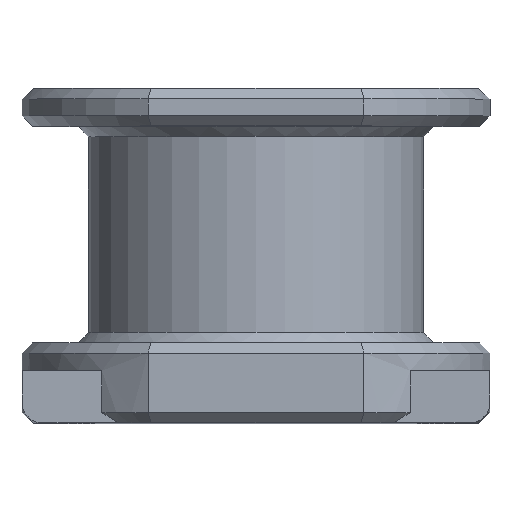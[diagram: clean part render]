
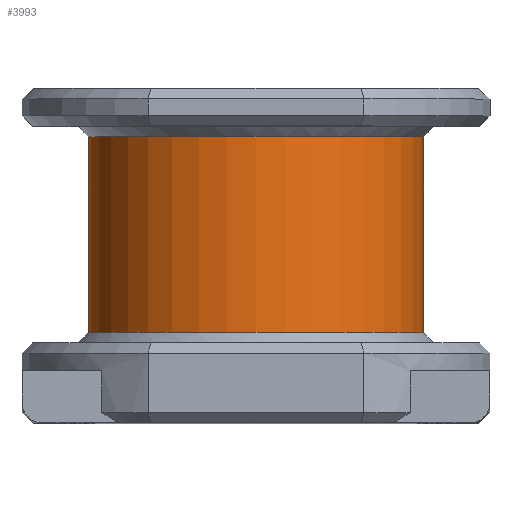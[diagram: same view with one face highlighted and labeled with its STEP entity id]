
A CAD part, top view. The second image highlights one B-rep face of the part: STEP entity #3993.
In plain terms, the highlighted cylindrical face has radius 1.602 mm (diameter 3.205 mm), a partial arc.
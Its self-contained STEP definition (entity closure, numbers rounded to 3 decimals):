
#39 = DIRECTION ( 'NONE',  ( 0., -1., 0. ) ) ;
#136 = AXIS2_PLACEMENT_3D ( 'NONE', #3376, #39, #1375 ) ;
#211 = CARTESIAN_POINT ( 'NONE',  ( 1.602, 2.74, 0. ) ) ;
#232 = CARTESIAN_POINT ( 'NONE',  ( 0., 0.868, 0. ) ) ;
#597 = FACE_OUTER_BOUND ( 'NONE', #4222, .T. ) ;
#822 = CIRCLE ( 'NONE', #2058, 1.602 ) ;
#831 = CARTESIAN_POINT ( 'NONE',  ( -1.602, 0.868, 0. ) ) ;
#900 = DIRECTION ( 'NONE',  ( 0., 1., 0. ) ) ;
#909 = CARTESIAN_POINT ( 'NONE',  ( -1.602, 3.2, 0. ) ) ;
#1140 = VECTOR ( 'NONE', #4331, 1000. ) ;
#1170 = AXIS2_PLACEMENT_3D ( 'NONE', #3655, #2667, #2984 ) ;
#1375 = DIRECTION ( 'NONE',  ( -1., 0., 0. ) ) ;
#1392 = VERTEX_POINT ( 'NONE', #2086 ) ;
#1435 = VERTEX_POINT ( 'NONE', #831 ) ;
#1572 = EDGE_CURVE ( 'NONE', #1435, #1392, #2263, .T. ) ;
#1945 = CYLINDRICAL_SURFACE ( 'NONE', #1170, 1.602 ) ;
#2058 = AXIS2_PLACEMENT_3D ( 'NONE', #232, #900, #4366 ) ;
#2086 = CARTESIAN_POINT ( 'NONE',  ( -1.602, 2.74, 0. ) ) ;
#2127 = DIRECTION ( 'NONE',  ( 0., 1., 0. ) ) ;
#2158 = VECTOR ( 'NONE', #2127, 1000. ) ;
#2263 = LINE ( 'NONE', #909, #1140 ) ;
#2469 = EDGE_CURVE ( 'NONE', #1435, #4443, #822, .T. ) ;
#2667 = DIRECTION ( 'NONE',  ( 0., 1., 0. ) ) ;
#2738 = CARTESIAN_POINT ( 'NONE',  ( 1.602, 0.868, 0. ) ) ;
#2752 = VERTEX_POINT ( 'NONE', #211 ) ;
#2829 = EDGE_CURVE ( 'NONE', #4443, #2752, #3404, .T. ) ;
#2984 = DIRECTION ( 'NONE',  ( -1., 0., 0. ) ) ;
#3079 = ORIENTED_EDGE ( 'NONE', *, *, #3834, .T. ) ;
#3147 = CARTESIAN_POINT ( 'NONE',  ( 1.602, 3.2, 0. ) ) ;
#3376 = CARTESIAN_POINT ( 'NONE',  ( 0., 2.74, 0. ) ) ;
#3377 = CIRCLE ( 'NONE', #136, 1.602 ) ;
#3404 = LINE ( 'NONE', #3147, #2158 ) ;
#3517 = ORIENTED_EDGE ( 'NONE', *, *, #2469, .T. ) ;
#3554 = ORIENTED_EDGE ( 'NONE', *, *, #1572, .F. ) ;
#3655 = CARTESIAN_POINT ( 'NONE',  ( 0., 3.2, 0. ) ) ;
#3784 = ORIENTED_EDGE ( 'NONE', *, *, #2829, .T. ) ;
#3834 = EDGE_CURVE ( 'NONE', #2752, #1392, #3377, .T. ) ;
#3993 = ADVANCED_FACE ( 'NONE', ( #597 ), #1945, .T. ) ;
#4222 = EDGE_LOOP ( 'NONE', ( #3517, #3784, #3079, #3554 ) ) ;
#4331 = DIRECTION ( 'NONE',  ( 0., 1., 0. ) ) ;
#4366 = DIRECTION ( 'NONE',  ( 1., 0., 0. ) ) ;
#4443 = VERTEX_POINT ( 'NONE', #2738 ) ;
